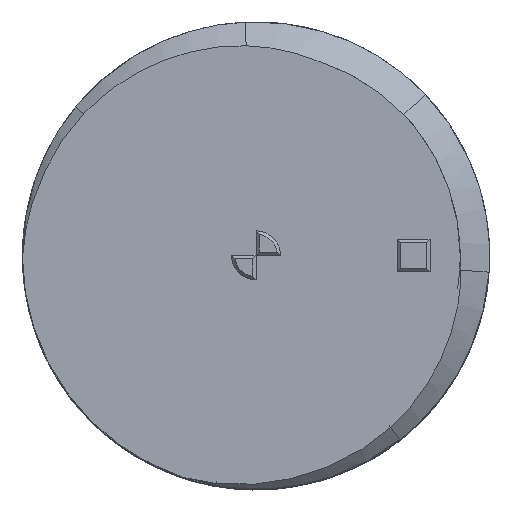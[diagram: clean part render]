
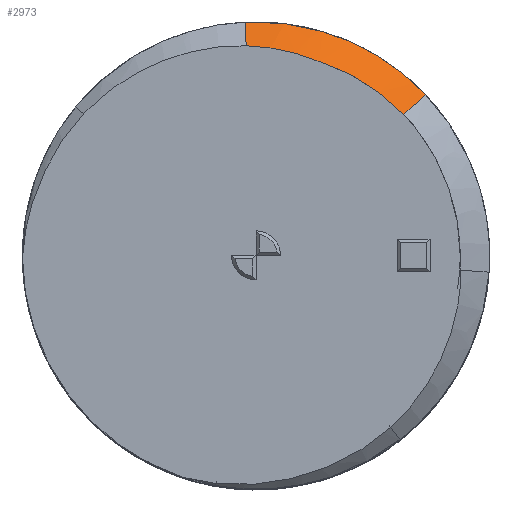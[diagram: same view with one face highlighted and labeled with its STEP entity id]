
A CAD part, top view. The second image highlights one B-rep face of the part: STEP entity #2973.
In plain terms, the highlighted free-form (B-spline) face has degree [3, 3] with [4, 4] control points.
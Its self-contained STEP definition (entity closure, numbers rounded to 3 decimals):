
#20=B_SPLINE_SURFACE_WITH_KNOTS('',3,3,((#4509,#4510,#4511,#4512),(#4513,
#4514,#4515,#4516),(#4517,#4518,#4519,#4520),(#4521,#4522,#4523,#4524)),
 .UNSPECIFIED.,.F.,.F.,.F.,(4,4),(4,4),(0.027,0.156),
(51.026,51.883),.UNSPECIFIED.);
#270=FACE_OUTER_BOUND('',#504,.T.);
#504=EDGE_LOOP('',(#2158,#2159,#2160,#2161,#2162));
#821=B_SPLINE_CURVE_WITH_KNOTS('',3,(#4187,#4188,#4189,#4190,#4191,#4192,
#4193,#4194),.UNSPECIFIED.,.F.,.F.,(4,2,2,4),(0.,0.28,0.448,
0.615),.UNSPECIFIED.);
#838=B_SPLINE_CURVE_WITH_KNOTS('',3,(#4417,#4418,#4419,#4420),
 .UNSPECIFIED.,.F.,.F.,(4,4),(51.026,51.522),
 .UNSPECIFIED.);
#843=B_SPLINE_CURVE_WITH_KNOTS('',3,(#4505,#4506,#4507,#4508),
 .UNSPECIFIED.,.F.,.F.,(4,4),(0.028,0.131),
 .UNSPECIFIED.);
#844=B_SPLINE_CURVE_WITH_KNOTS('',3,(#4525,#4526,#4527,#4528,#4529,#4530,
#4531,#4532,#4533,#4534),.UNSPECIFIED.,.F.,.F.,(4,3,3,4),(0.,0.084,
0.171,0.229),.UNSPECIFIED.);
#845=B_SPLINE_CURVE_WITH_KNOTS('',3,(#4535,#4536,#4537,#4538),
 .UNSPECIFIED.,.F.,.F.,(4,4),(0.028,0.156),
 .UNSPECIFIED.);
#1329=VERTEX_POINT('',#4177);
#1330=VERTEX_POINT('',#4186);
#1363=VERTEX_POINT('',#4398);
#1364=VERTEX_POINT('',#4412);
#1367=VERTEX_POINT('',#4482);
#1590=EDGE_CURVE('',#1329,#1330,#821,.T.);
#1637=EDGE_CURVE('',#1364,#1363,#838,.T.);
#1642=EDGE_CURVE('',#1329,#1367,#843,.T.);
#1643=EDGE_CURVE('',#1363,#1367,#844,.T.);
#1644=EDGE_CURVE('',#1330,#1364,#845,.T.);
#2158=ORIENTED_EDGE('',*,*,#1643,.F.);
#2159=ORIENTED_EDGE('',*,*,#1637,.F.);
#2160=ORIENTED_EDGE('',*,*,#1644,.F.);
#2161=ORIENTED_EDGE('',*,*,#1590,.F.);
#2162=ORIENTED_EDGE('',*,*,#1642,.T.);
#2973=ADVANCED_FACE('',(#270),#20,.F.);
#4177=CARTESIAN_POINT('',(-0.336,7.142,19.272));
#4186=CARTESIAN_POINT('',(5.178,4.93,18.863));
#4187=CARTESIAN_POINT('Ctrl Pts',(-0.336,7.142,19.272));
#4188=CARTESIAN_POINT('Ctrl Pts',(0.593,7.186,19.21));
#4189=CARTESIAN_POINT('Ctrl Pts',(1.522,7.048,19.141));
#4190=CARTESIAN_POINT('Ctrl Pts',(2.925,6.548,19.04));
#4191=CARTESIAN_POINT('Ctrl Pts',(3.428,6.3,19.004));
#4192=CARTESIAN_POINT('Ctrl Pts',(4.364,5.692,18.934));
#4193=CARTESIAN_POINT('Ctrl Pts',(4.794,5.334,18.901));
#4194=CARTESIAN_POINT('Ctrl Pts',(5.178,4.93,18.863));
#4398=CARTESIAN_POINT('',(1.928,5.936,20.));
#4412=CARTESIAN_POINT('',(4.527,4.31,19.763));
#4417=CARTESIAN_POINT('Ctrl Pts',(4.527,4.31,19.763));
#4418=CARTESIAN_POINT('Ctrl Pts',(3.814,5.058,19.842));
#4419=CARTESIAN_POINT('Ctrl Pts',(2.91,5.616,19.921));
#4420=CARTESIAN_POINT('Ctrl Pts',(1.928,5.936,20.));
#4482=CARTESIAN_POINT('',(-0.302,6.415,20.));
#4505=CARTESIAN_POINT('Ctrl Pts',(-0.336,7.142,19.272));
#4506=CARTESIAN_POINT('Ctrl Pts',(-0.325,6.9,19.515));
#4507=CARTESIAN_POINT('Ctrl Pts',(-0.313,6.658,19.757));
#4508=CARTESIAN_POINT('Ctrl Pts',(-0.302,6.415,20.));
#4509=CARTESIAN_POINT('Ctrl Pts',(5.185,4.937,18.854));
#4510=CARTESIAN_POINT('Ctrl Pts',(3.775,6.418,18.99));
#4511=CARTESIAN_POINT('Ctrl Pts',(1.706,7.248,19.126));
#4512=CARTESIAN_POINT('Ctrl Pts',(-0.337,7.152,19.263));
#4513=CARTESIAN_POINT('Ctrl Pts',(4.966,4.728,19.157));
#4514=CARTESIAN_POINT('Ctrl Pts',(3.615,6.147,19.293));
#4515=CARTESIAN_POINT('Ctrl Pts',(1.634,6.941,19.43));
#4516=CARTESIAN_POINT('Ctrl Pts',(-0.322,6.849,19.566));
#4517=CARTESIAN_POINT('Ctrl Pts',(4.746,4.519,19.46));
#4518=CARTESIAN_POINT('Ctrl Pts',(3.455,5.875,19.596));
#4519=CARTESIAN_POINT('Ctrl Pts',(1.562,6.634,19.733));
#4520=CARTESIAN_POINT('Ctrl Pts',(-0.308,6.546,19.869));
#4521=CARTESIAN_POINT('Ctrl Pts',(4.527,4.31,19.763));
#4522=CARTESIAN_POINT('Ctrl Pts',(3.295,5.603,19.9));
#4523=CARTESIAN_POINT('Ctrl Pts',(1.49,6.327,20.036));
#4524=CARTESIAN_POINT('Ctrl Pts',(-0.294,6.243,20.172));
#4525=CARTESIAN_POINT('Ctrl Pts',(1.928,5.936,20.));
#4526=CARTESIAN_POINT('Ctrl Pts',(1.669,6.044,20.));
#4527=CARTESIAN_POINT('Ctrl Pts',(1.403,6.134,20.));
#4528=CARTESIAN_POINT('Ctrl Pts',(1.131,6.206,20.));
#4529=CARTESIAN_POINT('Ctrl Pts',(0.851,6.281,20.));
#4530=CARTESIAN_POINT('Ctrl Pts',(0.565,6.337,20.));
#4531=CARTESIAN_POINT('Ctrl Pts',(0.277,6.372,20.));
#4532=CARTESIAN_POINT('Ctrl Pts',(0.085,6.396,20.));
#4533=CARTESIAN_POINT('Ctrl Pts',(-0.108,6.41,20.));
#4534=CARTESIAN_POINT('Ctrl Pts',(-0.302,6.415,20.));
#4535=CARTESIAN_POINT('Ctrl Pts',(5.178,4.93,18.863));
#4536=CARTESIAN_POINT('Ctrl Pts',(4.961,4.723,19.163));
#4537=CARTESIAN_POINT('Ctrl Pts',(4.744,4.516,19.463));
#4538=CARTESIAN_POINT('Ctrl Pts',(4.527,4.31,19.763));
